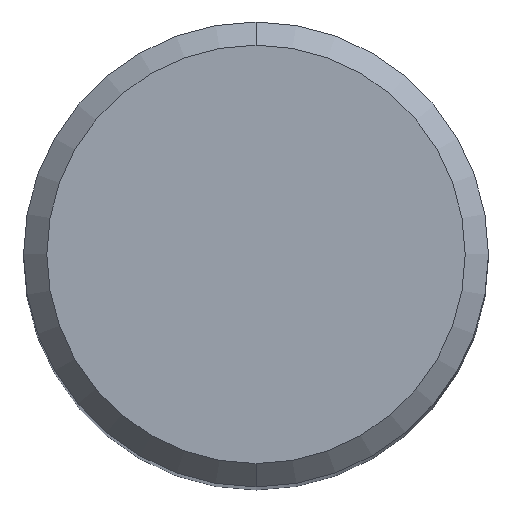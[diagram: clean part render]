
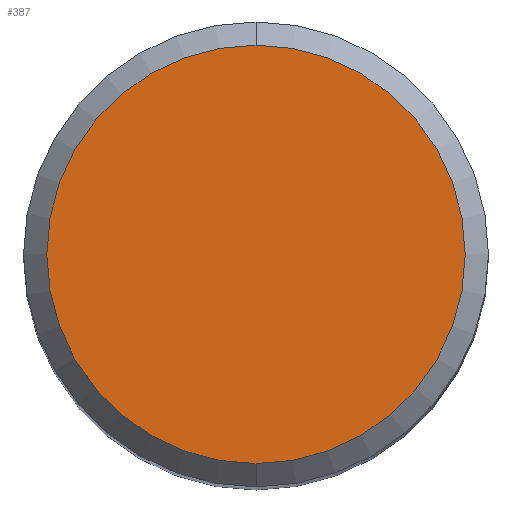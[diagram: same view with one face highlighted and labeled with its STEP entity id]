
A CAD part, top view. The second image highlights one B-rep face of the part: STEP entity #387.
In plain terms, the highlighted planar face has unit normal (0, 0, 1).
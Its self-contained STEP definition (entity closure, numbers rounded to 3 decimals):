
#321=VERTEX_POINT('',#892);
#387=ADVANCED_FACE('',(#966),#967,.T.);
#427=VERTEX_POINT('',#1009);
#559=EDGE_CURVE('',#321,#427,#1151,.T.);
#667=EDGE_CURVE('',#427,#321,#1271,.T.);
#892=CARTESIAN_POINT('',(0.0,7.2,0.0));
#966=FACE_OUTER_BOUND('',#1786,.T.);
#967=PLANE('',#1787);
#1009=CARTESIAN_POINT('',(0.,-7.2,0.0));
#1151=CIRCLE('',#3146,7.2);
#1271=CIRCLE('',#4770,7.2);
#1786=EDGE_LOOP('',(#6209,#6210));
#1787=AXIS2_PLACEMENT_3D('',#6211,#6212,#6213);
#3146=AXIS2_PLACEMENT_3D('',#6374,#6375,#6376);
#4770=AXIS2_PLACEMENT_3D('',#6519,#6520,#6521);
#6209=ORIENTED_EDGE('',*,*,#559,.F.);
#6210=ORIENTED_EDGE('',*,*,#667,.F.);
#6211=CARTESIAN_POINT('',(0.0,3.6,0.0));
#6212=DIRECTION('',(-0.0,0.0,1.0));
#6213=DIRECTION('',(0.0,-1.0,0.0));
#6374=CARTESIAN_POINT('',(0.0,0.0,0.0));
#6375=DIRECTION('',(0.0,0.0,-1.0));
#6376=DIRECTION('',(0.0,1.0,0.0));
#6519=CARTESIAN_POINT('',(0.0,0.0,0.0));
#6520=DIRECTION('',(0.0,0.0,-1.0));
#6521=DIRECTION('',(0.0,1.0,0.0));
